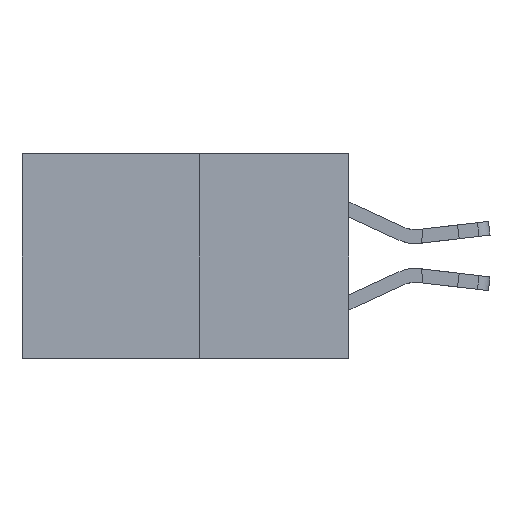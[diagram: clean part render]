
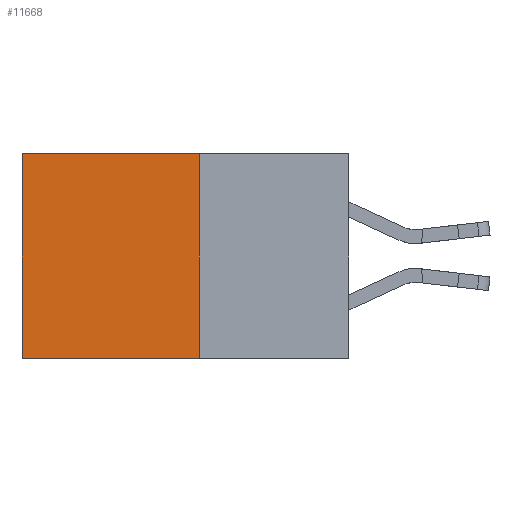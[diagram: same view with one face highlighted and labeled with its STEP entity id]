
A CAD part, left-side view. The second image highlights one B-rep face of the part: STEP entity #11668.
In plain terms, the highlighted planar face has unit normal (-1, 0, 0).
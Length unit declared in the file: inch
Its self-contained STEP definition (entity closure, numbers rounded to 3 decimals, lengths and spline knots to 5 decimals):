
#1548 = CARTESIAN_POINT ( 'NONE',  ( 0.277, 0.27, -0.37 ) ) ;
#1550 = VECTOR ( 'NONE', #6713, 39.37008 ) ;
#1573 = CARTESIAN_POINT ( 'NONE',  ( 0.277, 0.59, -0.37 ) ) ;
#3045 = DIRECTION ( 'NONE',  ( 1., 0., 0. ) ) ;
#3213 = VERTEX_POINT ( 'NONE', #8084 ) ;
#3852 = CARTESIAN_POINT ( 'NONE',  ( 0.277, 0.59, -0.37 ) ) ;
#5171 = CARTESIAN_POINT ( 'NONE',  ( 0.277, 0.27, -0.37 ) ) ;
#5176 = VECTOR ( 'NONE', #8056, 39.37008 ) ;
#5322 = LINE ( 'NONE', #15393, #1550 ) ;
#5599 = LINE ( 'NONE', #12106, #5176 ) ;
#5710 = EDGE_CURVE ( 'NONE', #14445, #11010, #13765, .T. ) ;
#6046 = FACE_OUTER_BOUND ( 'NONE', #12282, .T. ) ;
#6713 = DIRECTION ( 'NONE',  ( 0., 1., 0. ) ) ;
#6890 = VECTOR ( 'NONE', #11843, 39.37008 ) ;
#7099 = ORIENTED_EDGE ( 'NONE', *, *, #14886, .T. ) ;
#7241 = ORIENTED_EDGE ( 'NONE', *, *, #5710, .T. ) ;
#7719 = CARTESIAN_POINT ( 'NONE',  ( 0.277, 0.27, 0. ) ) ;
#8056 = DIRECTION ( 'NONE',  ( 0., 0., -1. ) ) ;
#8084 = CARTESIAN_POINT ( 'NONE',  ( 0.277, 0.27, -0.37 ) ) ;
#8750 = DIRECTION ( 'NONE',  ( 0., 0., -1. ) ) ;
#9855 = PLANE ( 'NONE',  #15914 ) ;
#10233 = VECTOR ( 'NONE', #8750, 39.37008 ) ;
#10471 = LINE ( 'NONE', #5171, #6890 ) ;
#11010 = VERTEX_POINT ( 'NONE', #1573 ) ;
#11668 = ADVANCED_FACE ( 'NONE', ( #6046 ), #9855, .F. ) ;
#11843 = DIRECTION ( 'NONE',  ( 0., 1., 0. ) ) ;
#12106 = CARTESIAN_POINT ( 'NONE',  ( 0.277, 0.27, -0.37 ) ) ;
#12282 = EDGE_LOOP ( 'NONE', ( #7241, #12779, #17535, #7099 ) ) ;
#12513 = EDGE_CURVE ( 'NONE', #3213, #11010, #10471, .T. ) ;
#12531 = DIRECTION ( 'NONE',  ( 0., 0., -1. ) ) ;
#12779 = ORIENTED_EDGE ( 'NONE', *, *, #12513, .F. ) ;
#13283 = EDGE_CURVE ( 'NONE', #16560, #3213, #5599, .T. ) ;
#13765 = LINE ( 'NONE', #3852, #10233 ) ;
#14445 = VERTEX_POINT ( 'NONE', #14607 ) ;
#14607 = CARTESIAN_POINT ( 'NONE',  ( 0.277, 0.59, 0. ) ) ;
#14886 = EDGE_CURVE ( 'NONE', #16560, #14445, #5322, .T. ) ;
#15393 = CARTESIAN_POINT ( 'NONE',  ( 0.277, 0.27, 0. ) ) ;
#15914 = AXIS2_PLACEMENT_3D ( 'NONE', #1548, #3045, #12531 ) ;
#16560 = VERTEX_POINT ( 'NONE', #7719 ) ;
#17535 = ORIENTED_EDGE ( 'NONE', *, *, #13283, .F. ) ;
